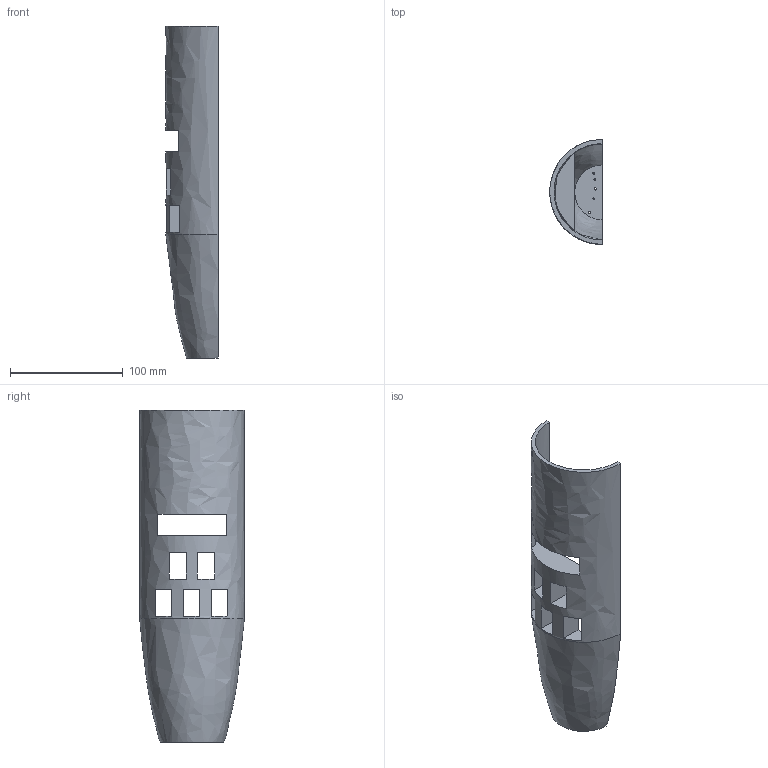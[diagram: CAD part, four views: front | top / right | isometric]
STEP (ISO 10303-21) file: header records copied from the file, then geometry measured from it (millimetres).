
FILE_DESCRIPTION(/* description */ (''),/* implementation_level */ '2;1');
FILE_NAME(/* name */ 'fA-nd-cmp.step',/* time_stamp */ '2024-08-08T13:43:10+05:30',/* author */ (''),/* organization */ (''),/* preprocessor_version */ 'ST-DEVELOPER v20',/* originating_system */ 'Autodesk Translation Framework v13.14.0.145',/* authorisation */ '');
FILE_SCHEMA (('AUTOMOTIVE_DESIGN { 1 0 10303 214 3 1 1 }'));
Length unit declared in the file: millimetre
Products named in the file (1): fA-nd-cmp
Bounding box: 46.55 x 93.11 x 294.93 mm (x, y, z)
Volume: 127669.4 mm3; surface area: 84701.5 mm2
Topology: 1 solids, 1 shells, 40 faces, 125 edges, 86 vertices
Faces by surface type: plane 30, bspline 9, cylinder 1
Full cylindrical faces by diameter (mm): 2 x1
Entity records: 9488 total; most frequent: CARTESIAN_POINT 8415, ORIENTED_EDGE 250, DIRECTION 147, EDGE_CURVE 125, VERTEX_POINT 86, LINE 63, VECTOR 63, EDGE_LOOP 61
